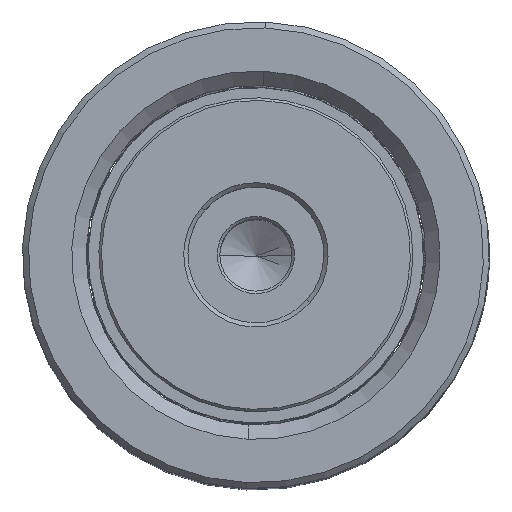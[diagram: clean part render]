
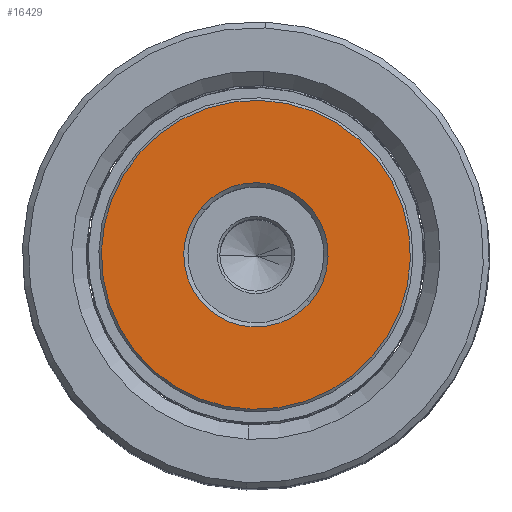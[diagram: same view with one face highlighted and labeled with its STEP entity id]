
A CAD part, top view. The second image highlights one B-rep face of the part: STEP entity #16429.
In plain terms, the highlighted face is planar.
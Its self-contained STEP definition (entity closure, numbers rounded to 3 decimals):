
#72 = DIRECTION ( 'NONE',  ( 0., 0., 1. ) ) ;
#778 = VERTEX_POINT ( 'NONE', #34900 ) ;
#2168 = EDGE_CURVE ( 'NONE', #40146, #26772, #41206, .T. ) ;
#3069 = CARTESIAN_POINT ( 'NONE',  ( 0., 0., 0. ) ) ;
#3707 = AXIS2_PLACEMENT_3D ( 'NONE', #18805, #72, #45382 ) ;
#5628 = DIRECTION ( 'NONE',  ( 0., 0., 1. ) ) ;
#6328 = CARTESIAN_POINT ( 'NONE',  ( 8.5, 0., 0. ) ) ;
#6800 = EDGE_CURVE ( 'NONE', #26772, #40146, #42827, .T. ) ;
#8548 = CIRCLE ( 'NONE', #14022, 18.2 ) ;
#9472 = DIRECTION ( 'NONE',  ( 1., 0., 0. ) ) ;
#10921 = DIRECTION ( 'NONE',  ( 0., 0., 1. ) ) ;
#11840 = EDGE_CURVE ( 'NONE', #44890, #778, #14913, .T. ) ;
#12631 = CARTESIAN_POINT ( 'NONE',  ( -8.5, 0., 0. ) ) ;
#14022 = AXIS2_PLACEMENT_3D ( 'NONE', #40252, #44119, #17043 ) ;
#14913 = CIRCLE ( 'NONE', #25226, 18.2 ) ;
#15113 = DIRECTION ( 'NONE',  ( 1., 0., 0. ) ) ;
#16429 = ADVANCED_FACE ( 'NONE', ( #44511, #34305 ), #42028, .F. ) ;
#16487 = ORIENTED_EDGE ( 'NONE', *, *, #6800, .T. ) ;
#17043 = DIRECTION ( 'NONE',  ( 1., 0., 0. ) ) ;
#18805 = CARTESIAN_POINT ( 'NONE',  ( 0., 0., 0. ) ) ;
#22593 = CARTESIAN_POINT ( 'NONE',  ( 0., 0., 0. ) ) ;
#23397 = EDGE_LOOP ( 'NONE', ( #24727, #16487 ) ) ;
#24727 = ORIENTED_EDGE ( 'NONE', *, *, #2168, .T. ) ;
#24760 = AXIS2_PLACEMENT_3D ( 'NONE', #47601, #5628, #9472 ) ;
#25226 = AXIS2_PLACEMENT_3D ( 'NONE', #22593, #37983, #15113 ) ;
#26772 = VERTEX_POINT ( 'NONE', #6328 ) ;
#32634 = CARTESIAN_POINT ( 'NONE',  ( -18.2, 0., 0. ) ) ;
#33882 = ORIENTED_EDGE ( 'NONE', *, *, #11840, .T. ) ;
#34305 = FACE_BOUND ( 'NONE', #23397, .T. ) ;
#34900 = CARTESIAN_POINT ( 'NONE',  ( 18.2, 0., 0. ) ) ;
#35377 = DIRECTION ( 'NONE',  ( 1., 0., 0. ) ) ;
#37983 = DIRECTION ( 'NONE',  ( 0., 0., -1. ) ) ;
#40146 = VERTEX_POINT ( 'NONE', #12631 ) ;
#40252 = CARTESIAN_POINT ( 'NONE',  ( 0., 0., 0. ) ) ;
#41044 = EDGE_LOOP ( 'NONE', ( #44357, #33882 ) ) ;
#41206 = CIRCLE ( 'NONE', #47464, 8.5 ) ;
#42028 = PLANE ( 'NONE',  #3707 ) ;
#42827 = CIRCLE ( 'NONE', #24760, 8.5 ) ;
#44119 = DIRECTION ( 'NONE',  ( 0., 0., -1. ) ) ;
#44357 = ORIENTED_EDGE ( 'NONE', *, *, #47729, .T. ) ;
#44511 = FACE_OUTER_BOUND ( 'NONE', #41044, .T. ) ;
#44890 = VERTEX_POINT ( 'NONE', #32634 ) ;
#45382 = DIRECTION ( 'NONE',  ( 1., 0., 0. ) ) ;
#47464 = AXIS2_PLACEMENT_3D ( 'NONE', #3069, #10921, #35377 ) ;
#47601 = CARTESIAN_POINT ( 'NONE',  ( 0., 0., 0. ) ) ;
#47729 = EDGE_CURVE ( 'NONE', #778, #44890, #8548, .T. ) ;
